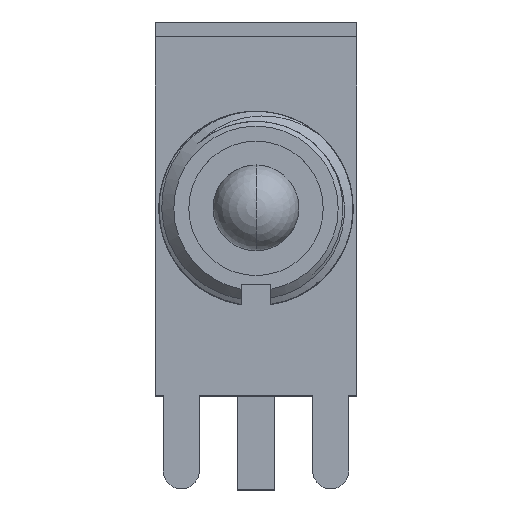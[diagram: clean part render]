
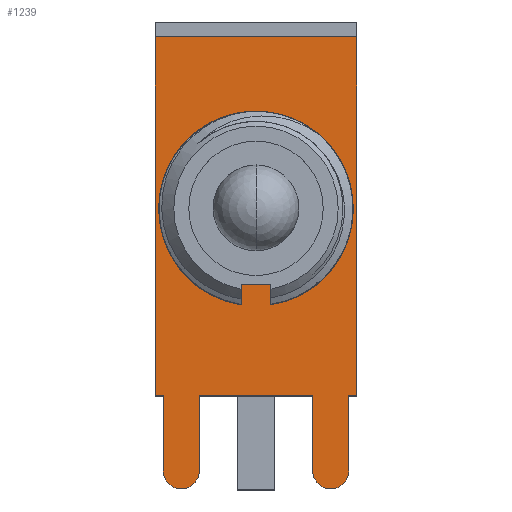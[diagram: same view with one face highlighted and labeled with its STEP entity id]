
A CAD part, top view. The second image highlights one B-rep face of the part: STEP entity #1239.
In plain terms, the highlighted planar face has unit normal (0, 0, 1).
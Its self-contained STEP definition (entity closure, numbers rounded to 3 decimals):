
#1239 = ADVANCED_FACE('',(#1240,#1340),#1375,.T.);
#1240 = FACE_BOUND('',#1241,.F.);
#1241 = EDGE_LOOP('',(#1242,#1253,#1261,#1269,#1277,#1286,#1294,#1302,
    #1310,#1318,#1326,#1334));
#1242 = ORIENTED_EDGE('',*,*,#1243,.T.);
#1243 = EDGE_CURVE('',#1244,#1246,#1248,.T.);
#1244 = VERTEX_POINT('',#1245);
#1245 = CARTESIAN_POINT('',(3.15,-8.915,0.508));
#1246 = VERTEX_POINT('',#1247);
#1247 = CARTESIAN_POINT('',(1.93,-8.915,0.508));
#1248 = CIRCLE('',#1249,0.61);
#1249 = AXIS2_PLACEMENT_3D('',#1250,#1251,#1252);
#1250 = CARTESIAN_POINT('',(2.54,-8.915,0.508));
#1251 = DIRECTION('',(0.,0.,-1.));
#1252 = DIRECTION('',(1.,0.,0.));
#1253 = ORIENTED_EDGE('',*,*,#1254,.F.);
#1254 = EDGE_CURVE('',#1255,#1246,#1257,.T.);
#1255 = VERTEX_POINT('',#1256);
#1256 = CARTESIAN_POINT('',(1.93,-6.35,0.508));
#1257 = LINE('',#1258,#1259);
#1258 = CARTESIAN_POINT('',(1.93,-6.35,0.508));
#1259 = VECTOR('',#1260,1.);
#1260 = DIRECTION('',(0.,-1.,0.));
#1261 = ORIENTED_EDGE('',*,*,#1262,.F.);
#1262 = EDGE_CURVE('',#1263,#1255,#1265,.T.);
#1263 = VERTEX_POINT('',#1264);
#1264 = CARTESIAN_POINT('',(-1.93,-6.35,0.508));
#1265 = LINE('',#1266,#1267);
#1266 = CARTESIAN_POINT('',(-1.93,-6.35,0.508));
#1267 = VECTOR('',#1268,1.);
#1268 = DIRECTION('',(1.,0.,0.));
#1269 = ORIENTED_EDGE('',*,*,#1270,.F.);
#1270 = EDGE_CURVE('',#1271,#1263,#1273,.T.);
#1271 = VERTEX_POINT('',#1272);
#1272 = CARTESIAN_POINT('',(-1.93,-8.915,0.508));
#1273 = LINE('',#1274,#1275);
#1274 = CARTESIAN_POINT('',(-1.93,-8.915,0.508));
#1275 = VECTOR('',#1276,1.);
#1276 = DIRECTION('',(0.,1.,0.));
#1277 = ORIENTED_EDGE('',*,*,#1278,.T.);
#1278 = EDGE_CURVE('',#1271,#1279,#1281,.T.);
#1279 = VERTEX_POINT('',#1280);
#1280 = CARTESIAN_POINT('',(-3.15,-8.915,0.508));
#1281 = CIRCLE('',#1282,0.61);
#1282 = AXIS2_PLACEMENT_3D('',#1283,#1284,#1285);
#1283 = CARTESIAN_POINT('',(-2.54,-8.915,0.508));
#1284 = DIRECTION('',(0.,0.,-1.));
#1285 = DIRECTION('',(1.,0.,0.));
#1286 = ORIENTED_EDGE('',*,*,#1287,.F.);
#1287 = EDGE_CURVE('',#1288,#1279,#1290,.T.);
#1288 = VERTEX_POINT('',#1289);
#1289 = CARTESIAN_POINT('',(-3.15,-6.35,0.508));
#1290 = LINE('',#1291,#1292);
#1291 = CARTESIAN_POINT('',(-3.15,-6.35,0.508));
#1292 = VECTOR('',#1293,1.);
#1293 = DIRECTION('',(0.,-1.,0.));
#1294 = ORIENTED_EDGE('',*,*,#1295,.F.);
#1295 = EDGE_CURVE('',#1296,#1288,#1298,.T.);
#1296 = VERTEX_POINT('',#1297);
#1297 = CARTESIAN_POINT('',(-3.429,-6.35,0.508));
#1298 = LINE('',#1299,#1300);
#1299 = CARTESIAN_POINT('',(-3.429,-6.35,0.508));
#1300 = VECTOR('',#1301,1.);
#1301 = DIRECTION('',(1.,0.,0.));
#1302 = ORIENTED_EDGE('',*,*,#1303,.F.);
#1303 = EDGE_CURVE('',#1304,#1296,#1306,.T.);
#1304 = VERTEX_POINT('',#1305);
#1305 = CARTESIAN_POINT('',(-3.429,5.842,0.508));
#1306 = LINE('',#1307,#1308);
#1307 = CARTESIAN_POINT('',(-3.429,5.842,0.508));
#1308 = VECTOR('',#1309,1.);
#1309 = DIRECTION('',(0.,-1.,0.));
#1310 = ORIENTED_EDGE('',*,*,#1311,.F.);
#1311 = EDGE_CURVE('',#1312,#1304,#1314,.T.);
#1312 = VERTEX_POINT('',#1313);
#1313 = CARTESIAN_POINT('',(3.429,5.842,0.508));
#1314 = LINE('',#1315,#1316);
#1315 = CARTESIAN_POINT('',(3.429,5.842,0.508));
#1316 = VECTOR('',#1317,1.);
#1317 = DIRECTION('',(-1.,0.,0.));
#1318 = ORIENTED_EDGE('',*,*,#1319,.F.);
#1319 = EDGE_CURVE('',#1320,#1312,#1322,.T.);
#1320 = VERTEX_POINT('',#1321);
#1321 = CARTESIAN_POINT('',(3.429,-6.35,0.508));
#1322 = LINE('',#1323,#1324);
#1323 = CARTESIAN_POINT('',(3.429,-6.35,0.508));
#1324 = VECTOR('',#1325,1.);
#1325 = DIRECTION('',(0.,1.,0.));
#1326 = ORIENTED_EDGE('',*,*,#1327,.F.);
#1327 = EDGE_CURVE('',#1328,#1320,#1330,.T.);
#1328 = VERTEX_POINT('',#1329);
#1329 = CARTESIAN_POINT('',(3.15,-6.35,0.508));
#1330 = LINE('',#1331,#1332);
#1331 = CARTESIAN_POINT('',(3.15,-6.35,0.508));
#1332 = VECTOR('',#1333,1.);
#1333 = DIRECTION('',(1.,0.,0.));
#1334 = ORIENTED_EDGE('',*,*,#1335,.F.);
#1335 = EDGE_CURVE('',#1244,#1328,#1336,.T.);
#1336 = LINE('',#1337,#1338);
#1337 = CARTESIAN_POINT('',(3.15,-8.915,0.508));
#1338 = VECTOR('',#1339,1.);
#1339 = DIRECTION('',(0.,1.,0.));
#1340 = FACE_BOUND('',#1341,.F.);
#1341 = EDGE_LOOP('',(#1342,#1353,#1361,#1369));
#1342 = ORIENTED_EDGE('',*,*,#1343,.F.);
#1343 = EDGE_CURVE('',#1344,#1346,#1348,.T.);
#1344 = VERTEX_POINT('',#1345);
#1345 = CARTESIAN_POINT('',(-0.508,-3.263,0.508));
#1346 = VERTEX_POINT('',#1347);
#1347 = CARTESIAN_POINT('',(0.508,-3.263,0.508));
#1348 = CIRCLE('',#1349,3.302);
#1349 = AXIS2_PLACEMENT_3D('',#1350,#1351,#1352);
#1350 = CARTESIAN_POINT('',(0.,0.,0.508));
#1351 = DIRECTION('',(0.,0.,-1.));
#1352 = DIRECTION('',(-0.154,-0.988,-0.));
#1353 = ORIENTED_EDGE('',*,*,#1354,.F.);
#1354 = EDGE_CURVE('',#1355,#1344,#1357,.T.);
#1355 = VERTEX_POINT('',#1356);
#1356 = CARTESIAN_POINT('',(-0.508,-2.591,0.508));
#1357 = LINE('',#1358,#1359);
#1358 = CARTESIAN_POINT('',(-0.508,-2.591,0.508));
#1359 = VECTOR('',#1360,1.);
#1360 = DIRECTION('',(0.,-1.,0.));
#1361 = ORIENTED_EDGE('',*,*,#1362,.F.);
#1362 = EDGE_CURVE('',#1363,#1355,#1365,.T.);
#1363 = VERTEX_POINT('',#1364);
#1364 = CARTESIAN_POINT('',(0.508,-2.591,0.508));
#1365 = LINE('',#1366,#1367);
#1366 = CARTESIAN_POINT('',(0.508,-2.591,0.508));
#1367 = VECTOR('',#1368,1.);
#1368 = DIRECTION('',(-1.,0.,0.));
#1369 = ORIENTED_EDGE('',*,*,#1370,.F.);
#1370 = EDGE_CURVE('',#1346,#1363,#1371,.T.);
#1371 = LINE('',#1372,#1373);
#1372 = CARTESIAN_POINT('',(0.508,-3.263,0.508));
#1373 = VECTOR('',#1374,1.);
#1374 = DIRECTION('',(0.,1.,0.));
#1375 = PLANE('',#1376);
#1376 = AXIS2_PLACEMENT_3D('',#1377,#1378,#1379);
#1377 = CARTESIAN_POINT('',(0.,0.,0.508));
#1378 = DIRECTION('',(0.,0.,1.));
#1379 = DIRECTION('',(1.,0.,0.));
